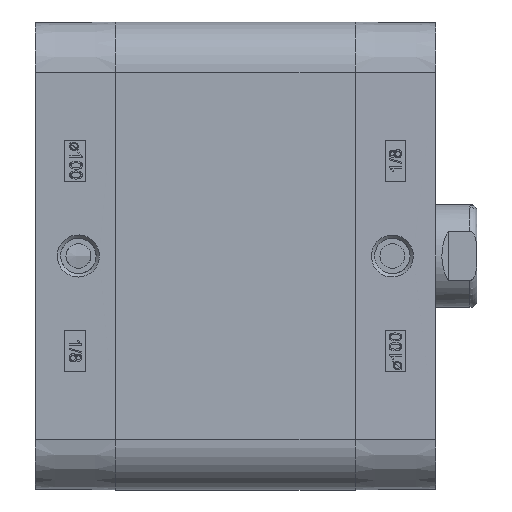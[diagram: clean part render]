
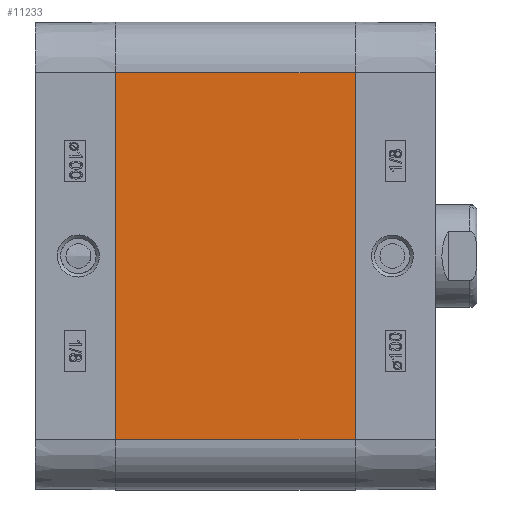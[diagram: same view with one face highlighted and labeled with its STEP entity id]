
A CAD part, left-side view. The second image highlights one B-rep face of the part: STEP entity #11233.
In plain terms, the highlighted planar face has unit normal (-1, 0, 0).
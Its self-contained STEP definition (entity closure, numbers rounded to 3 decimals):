
#5598=CARTESIAN_POINT('',(-56.65,-58.,44.4));
#5599=VERTEX_POINT('',#5598);
#5606=CARTESIAN_POINT('',(-56.65,-58.,-44.4));
#5607=VERTEX_POINT('',#5606);
#5608=CARTESIAN_POINT('',(-56.65,-58.,-44.4));
#5609=DIRECTION('',(0.0,0.0,1.0));
#5610=VECTOR('',#5609,88.8);
#5611=LINE('',#5608,#5610);
#5612=EDGE_CURVE('',#5607,#5599,#5611,.T.);
#11191=CARTESIAN_POINT('',(-56.65,0.0,-44.4));
#11192=VERTEX_POINT('',#11191);
#11193=CARTESIAN_POINT('',(-56.65,0.0,-44.4));
#11194=DIRECTION('',(0.0,-1.0,0.0));
#11195=VECTOR('',#11194,58.);
#11196=LINE('',#11193,#11195);
#11197=EDGE_CURVE('',#11192,#5607,#11196,.T.);
#11210=CARTESIAN_POINT('',(-56.65,0.0,-44.4));
#11211=DIRECTION('',(-1.0,0.0,0.0));
#11212=DIRECTION('',(0.0,0.0,1.0));
#11213=AXIS2_PLACEMENT_3D('',#11210,#11211,#11212);
#11214=PLANE('',#11213);
#11215=ORIENTED_EDGE('',*,*,#5612,.T.);
#11216=CARTESIAN_POINT('',(-56.65,0.0,44.4));
#11217=VERTEX_POINT('',#11216);
#11218=CARTESIAN_POINT('',(-56.65,0.0,44.4));
#11219=DIRECTION('',(0.0,-1.0,0.0));
#11220=VECTOR('',#11219,58.);
#11221=LINE('',#11218,#11220);
#11222=EDGE_CURVE('',#11217,#5599,#11221,.T.);
#11223=ORIENTED_EDGE('',*,*,#11222,.F.);
#11224=CARTESIAN_POINT('',(-56.65,0.0,-44.4));
#11225=DIRECTION('',(0.0,0.0,1.0));
#11226=VECTOR('',#11225,88.8);
#11227=LINE('',#11224,#11226);
#11228=EDGE_CURVE('',#11192,#11217,#11227,.T.);
#11229=ORIENTED_EDGE('',*,*,#11228,.F.);
#11230=ORIENTED_EDGE('',*,*,#11197,.T.);
#11231=EDGE_LOOP('',(#11215,#11223,#11229,#11230));
#11232=FACE_OUTER_BOUND('',#11231,.T.);
#11233=ADVANCED_FACE('',(#11232),#11214,.T.);
